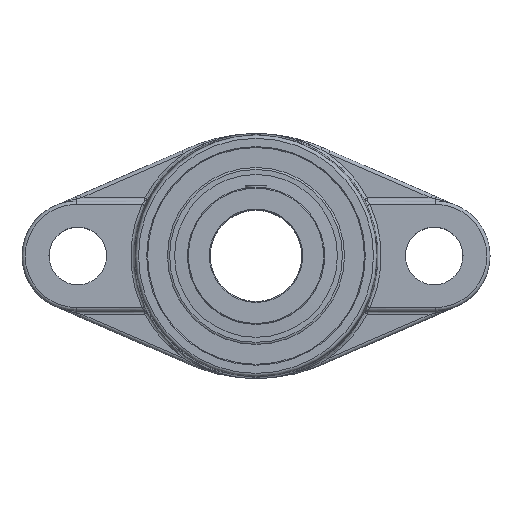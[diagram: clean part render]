
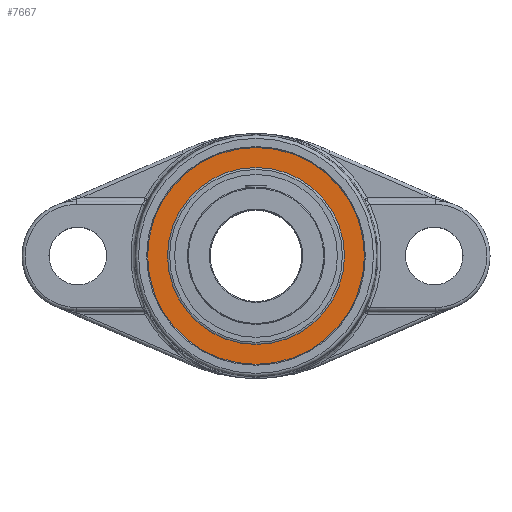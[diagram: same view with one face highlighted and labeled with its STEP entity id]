
A CAD part, top view. The second image highlights one B-rep face of the part: STEP entity #7667.
In plain terms, the highlighted planar face has unit normal (0, 0, 1).
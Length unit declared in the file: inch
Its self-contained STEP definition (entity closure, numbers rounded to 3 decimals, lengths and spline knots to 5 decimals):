
#112=CARTESIAN_POINT('',(-1.18602,-0.,0.96457));
#113=VERTEX_POINT('',#112);
#120=CARTESIAN_POINT('',(1.18602,-0.,0.96457));
#121=VERTEX_POINT('',#120);
#122=CARTESIAN_POINT('',(-0.,-0.,0.96457));
#123=DIRECTION('',(0.,0.,1.));
#124=DIRECTION('',(1.,0.,-0.));
#125=AXIS2_PLACEMENT_3D('',#122,#123,#124);
#126=CIRCLE('',#125,1.18602);
#127=EDGE_CURVE('',#121,#113,#126,.T.);
#129=CARTESIAN_POINT('',(-0.,-0.,0.96457));
#130=DIRECTION('',(0.,0.,1.));
#131=DIRECTION('',(1.,0.,-0.));
#132=AXIS2_PLACEMENT_3D('',#129,#130,#131);
#133=CIRCLE('',#132,1.18602);
#134=EDGE_CURVE('',#113,#121,#133,.T.);
#6642=CARTESIAN_POINT('',(-0.96737,0.,0.96457));
#6643=VERTEX_POINT('',#6642);
#6653=CARTESIAN_POINT('',(0.,0.96737,0.96457));
#6654=VERTEX_POINT('',#6653);
#6655=CARTESIAN_POINT('',(0.,0.,0.96457));
#6656=DIRECTION('',(0.,-0.,1.));
#6657=DIRECTION('',(0.,1.,0.));
#6658=AXIS2_PLACEMENT_3D('',#6655,#6656,#6657);
#6659=CIRCLE('',#6658,0.96737);
#6660=EDGE_CURVE('',#6643,#6654,#6659,.T.);
#6662=CARTESIAN_POINT('',(0.,0.,0.96457));
#6663=DIRECTION('',(0.,-0.,1.));
#6664=DIRECTION('',(0.,1.,0.));
#6665=AXIS2_PLACEMENT_3D('',#6662,#6663,#6664);
#6666=CIRCLE('',#6665,0.96737);
#6667=EDGE_CURVE('',#6654,#6643,#6666,.T.);
#7654=CARTESIAN_POINT('',(0.,0.9887,0.96457));
#7655=DIRECTION('',(0.,0.,-1.));
#7656=DIRECTION('',(0.,-1.,0.));
#7657=AXIS2_PLACEMENT_3D('',#7654,#7655,#7656);
#7658=PLANE('',#7657);
#7659=ORIENTED_EDGE('',*,*,#127,.T.);
#7660=ORIENTED_EDGE('',*,*,#134,.T.);
#7661=EDGE_LOOP('',(#7659,#7660));
#7662=FACE_BOUND('',#7661,.T.);
#7663=ORIENTED_EDGE('',*,*,#6660,.F.);
#7664=ORIENTED_EDGE('',*,*,#6667,.F.);
#7665=EDGE_LOOP('',(#7663,#7664));
#7666=FACE_BOUND('',#7665,.T.);
#7667=ADVANCED_FACE('',(#7662,#7666),#7658,.F.);
